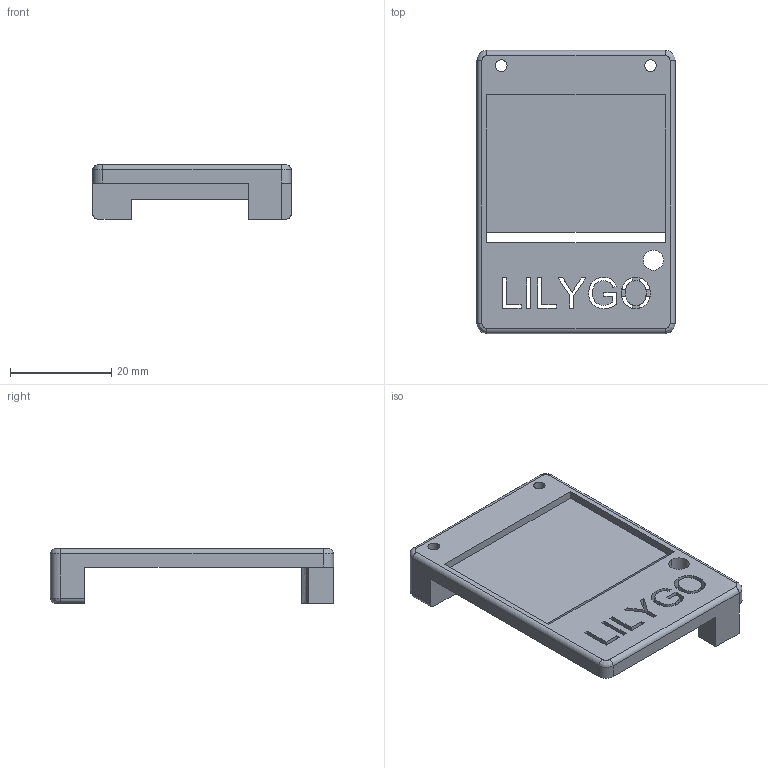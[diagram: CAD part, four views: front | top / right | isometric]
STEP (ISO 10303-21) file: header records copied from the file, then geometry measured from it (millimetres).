
FILE_DESCRIPTION((''),'2;1');
FILE_NAME('1','2023-06-21T16:06:43',('HR'),(''),'CREO PARAMETRIC BY PTC INC, 2019010','CREO PARAMETRIC BY PTC INC, 2019010','');
FILE_SCHEMA(('AUTOMOTIVE_DESIGN { 1 0 10303 214 1 1 1 1 }'));
Length unit declared in the file: millimetre
Products named in the file (1): 1
Bounding box: 39.2 x 56 x 10.75 mm (x, y, z)
Volume: 7260.1 mm3; surface area: 6440.5 mm2
Topology: 1 solids, 1 shells, 137 faces, 404 edges, 265 vertices
Faces by surface type: plane 66, extrusion 46, cylinder 19, bspline 4, torus 2
Entity records: 4837 total; most frequent: CARTESIAN_POINT 1275, ORIENTED_EDGE 808, DIRECTION 558, EDGE_CURVE 404, VECTOR 296, VERTEX_POINT 265, LINE 250, EDGE_LOOP 159
